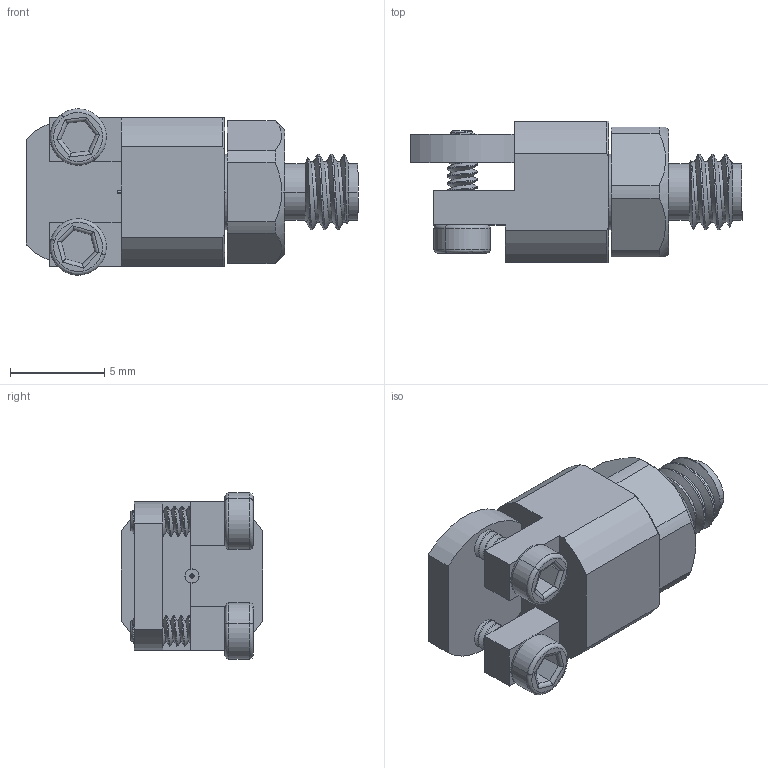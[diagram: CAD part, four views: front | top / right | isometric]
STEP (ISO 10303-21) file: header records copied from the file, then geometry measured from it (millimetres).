
FILE_DESCRIPTION (( 'STEP AP214' ), '1' );
FILE_NAME ('FMCN5372_3D.step', '2025-04-16T18:23:16', ( '' ), ( '' ), 'SwSTEP 2.0', 'SolidWorks 2022', '' );
FILE_SCHEMA (( 'AUTOMOTIVE_DESIGN' ));
Length unit declared in the file: inch
Products named in the file (4): Bolt_M1.6-5mm_Ç¥ÁØ; Bottom_Ç¥ÁØ; FMCN5372_3D; NE00FS001_01
Assembly tree (4 placements, depth 2):
  FMCN5372_3D
    Bolt_M1.6-5mm_Ç¥ÁØ  x2
    Bottom_Ç¥ÁØ
    NE00FS001_01
Bounding box: 17.64 x 7.5 x 8.83 mm (x, y, z)
Volume: 555.7 mm3; surface area: 778 mm2
Topology: 4 solids, 4 shells, 199 faces, 501 edges, 323 vertices
Faces by surface type: cylinder 107, plane 57, cone 18, bspline 17
Entity records: 6398 total; most frequent: CARTESIAN_POINT 2948, ORIENTED_EDGE 730, DIRECTION 642, EDGE_CURVE 365, AXIS2_PLACEMENT_3D 239, VERTEX_POINT 237, LINE 164, VECTOR 164
